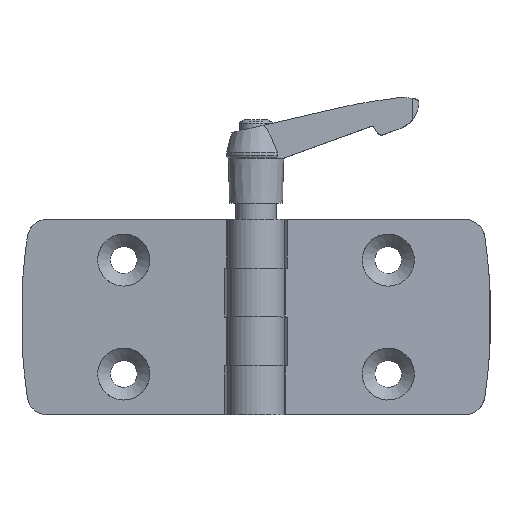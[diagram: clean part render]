
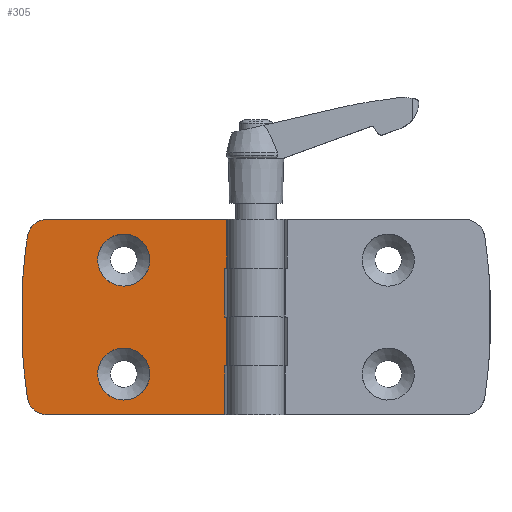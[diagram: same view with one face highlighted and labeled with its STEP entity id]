
A CAD part, top view. The second image highlights one B-rep face of the part: STEP entity #305.
In plain terms, the highlighted planar face has unit normal (-0.03, 0, 1).
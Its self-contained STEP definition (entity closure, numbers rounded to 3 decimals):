
#305 = ADVANCED_FACE( '', ( #708, #709, #710 ), #711, .F. );
#708 = FACE_BOUND( '', #1253, .T. );
#709 = FACE_BOUND( '', #1254, .T. );
#710 = FACE_OUTER_BOUND( '', #1255, .T. );
#711 = PLANE( '', #1256 );
#1253 = EDGE_LOOP( '', ( #1953 ) );
#1254 = EDGE_LOOP( '', ( #1954 ) );
#1255 = EDGE_LOOP( '', ( #1955, #1956, #1957, #1958, #1959, #1960, #1961, #1962, #1963, #1964, #1965, #1966, #1967, #1968 ) );
#1256 = AXIS2_PLACEMENT_3D( '', #1969, #1970, #1971 );
#1953 = ORIENTED_EDGE( '', *, *, #3267, .F. );
#1954 = ORIENTED_EDGE( '', *, *, #3268, .F. );
#1955 = ORIENTED_EDGE( '', *, *, #3190, .T. );
#1956 = ORIENTED_EDGE( '', *, *, #3269, .T. );
#1957 = ORIENTED_EDGE( '', *, *, #3270, .T. );
#1958 = ORIENTED_EDGE( '', *, *, #3271, .F. );
#1959 = ORIENTED_EDGE( '', *, *, #3272, .T. );
#1960 = ORIENTED_EDGE( '', *, *, #3273, .F. );
#1961 = ORIENTED_EDGE( '', *, *, #3105, .F. );
#1962 = ORIENTED_EDGE( '', *, *, #3274, .F. );
#1963 = ORIENTED_EDGE( '', *, *, #3275, .T. );
#1964 = ORIENTED_EDGE( '', *, *, #3276, .F. );
#1965 = ORIENTED_EDGE( '', *, *, #3277, .F. );
#1966 = ORIENTED_EDGE( '', *, *, #3278, .T. );
#1967 = ORIENTED_EDGE( '', *, *, #3279, .T. );
#1968 = ORIENTED_EDGE( '', *, *, #3125, .T. );
#1969 = CARTESIAN_POINT( '', ( -57.306, 48., -2.494 ) );
#1970 = DIRECTION( '', ( 0.03, 0., -1. ) );
#1971 = DIRECTION( '', ( -1., 0., -0.03 ) );
#3105 = EDGE_CURVE( '', #3656, #3657, #3658, .T. );
#3125 = EDGE_CURVE( '', #3694, #3692, #3695, .T. );
#3190 = EDGE_CURVE( '', #3692, #3809, #3811, .F. );
#3267 = EDGE_CURVE( '', #3937, #3937, #3938, .F. );
#3268 = EDGE_CURVE( '', #3939, #3939, #3940, .F. );
#3269 = EDGE_CURVE( '', #3809, #3941, #3942, .F. );
#3270 = EDGE_CURVE( '', #3941, #3943, #3944, .T. );
#3271 = EDGE_CURVE( '', #3945, #3943, #3946, .T. );
#3272 = EDGE_CURVE( '', #3945, #3947, #3948, .T. );
#3273 = EDGE_CURVE( '', #3657, #3947, #3949, .T. );
#3274 = EDGE_CURVE( '', #3950, #3656, #3951, .T. );
#3275 = EDGE_CURVE( '', #3950, #3952, #3953, .T. );
#3276 = EDGE_CURVE( '', #3954, #3952, #3955, .T. );
#3277 = EDGE_CURVE( '', #3956, #3954, #3957, .T. );
#3278 = EDGE_CURVE( '', #3956, #3958, #3959, .F. );
#3279 = EDGE_CURVE( '', #3958, #3694, #3960, .F. );
#3656 = VERTEX_POINT( '', #4476 );
#3657 = VERTEX_POINT( '', #4477 );
#3658 = LINE( '', #4478, #4479 );
#3692 = VERTEX_POINT( '', #4524 );
#3694 = VERTEX_POINT( '', #4543 );
#3695 = LINE( '', #4544, #4545 );
#3809 = VERTEX_POINT( '', #4730 );
#3811 = ELLIPSE( '', #4733, 136.848, 136.788 );
#3937 = VERTEX_POINT( '', #4927 );
#3938 = ELLIPSE( '', #4928, 6.403, 6.4 );
#3939 = VERTEX_POINT( '', #4929 );
#3940 = ELLIPSE( '', #4930, 6.403, 6.4 );
#3941 = VERTEX_POINT( '', #4931 );
#3942 = ELLIPSE( '', #4932, 5.002, 5. );
#3943 = VERTEX_POINT( '', #4933 );
#3944 = LINE( '', #4934, #4935 );
#3945 = VERTEX_POINT( '', #4936 );
#3946 = LINE( '', #4937, #4938 );
#3947 = VERTEX_POINT( '', #4939 );
#3948 = LINE( '', #4940, #4941 );
#3949 = LINE( '', #4942, #4943 );
#3950 = VERTEX_POINT( '', #4944 );
#3951 = LINE( '', #4945, #4946 );
#3952 = VERTEX_POINT( '', #4947 );
#3953 = LINE( '', #4948, #4949 );
#3954 = VERTEX_POINT( '', #4950 );
#3955 = LINE( '', #4951, #4952 );
#3956 = VERTEX_POINT( '', #4953 );
#3957 = LINE( '', #4954, #4955 );
#3958 = VERTEX_POINT( '', #4956 );
#3959 = ELLIPSE( '', #4957, 5.002, 5. );
#3960 = ELLIPSE( '', #4958, 136.848, 136.788 );
#4476 = CARTESIAN_POINT( '', ( -7.698, 24., -1.021 ) );
#4477 = CARTESIAN_POINT( '', ( -7.194, 24., -1.006 ) );
#4478 = CARTESIAN_POINT( '', ( -57.306, 24., -2.494 ) );
#4479 = VECTOR( '', #5745, 1000. );
#4524 = CARTESIAN_POINT( '', ( -57.306, 14.708, -2.494 ) );
#4543 = CARTESIAN_POINT( '', ( -57.306, 33.292, -2.494 ) );
#4544 = CARTESIAN_POINT( '', ( -57.306, 48., -2.494 ) );
#4545 = VECTOR( '', #5769, 1000. );
#4730 = CARTESIAN_POINT( '', ( -56.193, 4.279, -2.461 ) );
#4733 = AXIS2_PLACEMENT_3D( '', #5870, #5871, #5872 );
#4927 = CARTESIAN_POINT( '', ( -38.9, 10., -1.948 ) );
#4928 = AXIS2_PLACEMENT_3D( '', #5969, #5970, #5971 );
#4929 = CARTESIAN_POINT( '', ( -38.9, 38., -1.948 ) );
#4930 = AXIS2_PLACEMENT_3D( '', #5972, #5973, #5974 );
#4931 = CARTESIAN_POINT( '', ( -51.245, 0., -2.314 ) );
#4932 = AXIS2_PLACEMENT_3D( '', #5975, #5976, #5977 );
#4933 = CARTESIAN_POINT( '', ( -7.698, 0., -1.021 ) );
#4934 = CARTESIAN_POINT( '', ( -57.306, 0., -2.494 ) );
#4935 = VECTOR( '', #5978, 1000. );
#4936 = CARTESIAN_POINT( '', ( -7.698, 12., -1.021 ) );
#4937 = CARTESIAN_POINT( '', ( -7.698, 48., -1.021 ) );
#4938 = VECTOR( '', #5979, 1000. );
#4939 = CARTESIAN_POINT( '', ( -7.194, 12., -1.006 ) );
#4940 = CARTESIAN_POINT( '', ( -57.306, 12., -2.494 ) );
#4941 = VECTOR( '', #5980, 1000. );
#4942 = CARTESIAN_POINT( '', ( -7.194, 48., -1.006 ) );
#4943 = VECTOR( '', #5981, 1000. );
#4944 = CARTESIAN_POINT( '', ( -7.698, 36., -1.021 ) );
#4945 = CARTESIAN_POINT( '', ( -7.698, 48., -1.021 ) );
#4946 = VECTOR( '', #5982, 1000. );
#4947 = CARTESIAN_POINT( '', ( -7.194, 36., -1.006 ) );
#4948 = CARTESIAN_POINT( '', ( -57.306, 36., -2.494 ) );
#4949 = VECTOR( '', #5983, 1000. );
#4950 = CARTESIAN_POINT( '', ( -7.194, 48., -1.006 ) );
#4951 = CARTESIAN_POINT( '', ( -7.194, 48., -1.006 ) );
#4952 = VECTOR( '', #5984, 1000. );
#4953 = CARTESIAN_POINT( '', ( -51.245, 48., -2.314 ) );
#4954 = CARTESIAN_POINT( '', ( -57.306, 48., -2.494 ) );
#4955 = VECTOR( '', #5985, 1000. );
#4956 = CARTESIAN_POINT( '', ( -56.193, 43.721, -2.461 ) );
#4957 = AXIS2_PLACEMENT_3D( '', #5986, #5987, #5988 );
#4958 = AXIS2_PLACEMENT_3D( '', #5989, #5990, #5991 );
#5745 = DIRECTION( '', ( 1., 0., 0.03 ) );
#5769 = DIRECTION( '', ( 0., -1., 0. ) );
#5870 = CARTESIAN_POINT( '', ( 79.166, 24., 1.559 ) );
#5871 = DIRECTION( '', ( 0.03, 0., -1. ) );
#5872 = DIRECTION( '', ( -1., 0., -0.03 ) );
#5969 = CARTESIAN_POINT( '', ( -32.5, 10., -1.757 ) );
#5970 = DIRECTION( '', ( 0.03, 0., -1. ) );
#5971 = DIRECTION( '', ( -1., 0., -0.03 ) );
#5972 = CARTESIAN_POINT( '', ( -32.5, 38., -1.757 ) );
#5973 = DIRECTION( '', ( 0.03, 0., -1. ) );
#5974 = DIRECTION( '', ( -1., 0., -0.03 ) );
#5975 = CARTESIAN_POINT( '', ( -51.245, 5., -2.314 ) );
#5976 = DIRECTION( '', ( 0.03, 0., -1. ) );
#5977 = DIRECTION( '', ( -1., 0., -0.03 ) );
#5978 = DIRECTION( '', ( 1., 0., 0.03 ) );
#5979 = DIRECTION( '', ( 0., -1., 0. ) );
#5980 = DIRECTION( '', ( 1., 0., 0.03 ) );
#5981 = DIRECTION( '', ( 0., -1., 0. ) );
#5982 = DIRECTION( '', ( 0., -1., 0. ) );
#5983 = DIRECTION( '', ( 1., 0., 0.03 ) );
#5984 = DIRECTION( '', ( 0., -1., 0. ) );
#5985 = DIRECTION( '', ( 1., 0., 0.03 ) );
#5986 = CARTESIAN_POINT( '', ( -51.245, 43., -2.314 ) );
#5987 = DIRECTION( '', ( 0.03, 0., -1. ) );
#5988 = DIRECTION( '', ( -1., 0., -0.03 ) );
#5989 = CARTESIAN_POINT( '', ( 79.166, 24., 1.559 ) );
#5990 = DIRECTION( '', ( 0.03, 0., -1. ) );
#5991 = DIRECTION( '', ( -1., 0., -0.03 ) );
